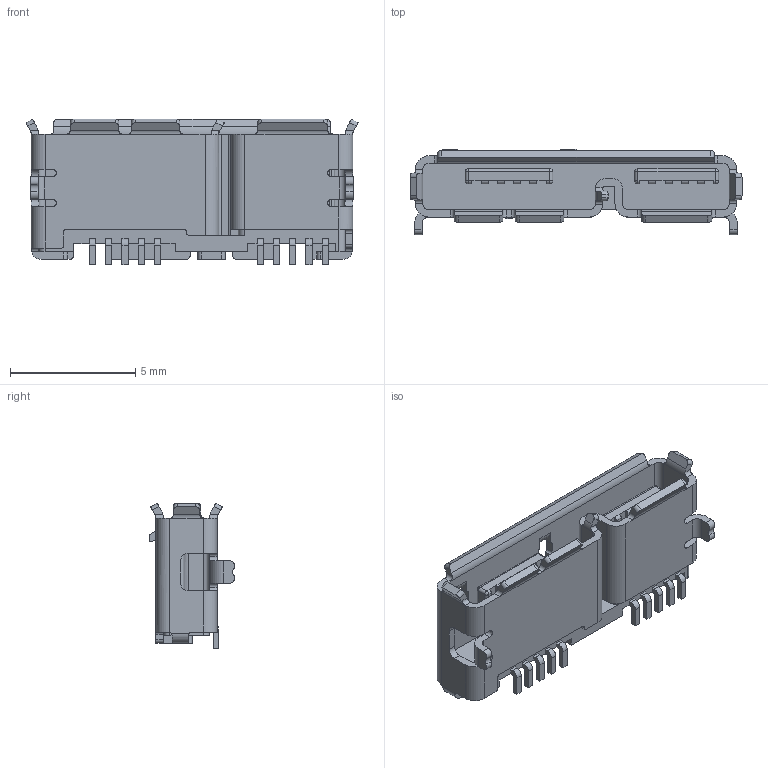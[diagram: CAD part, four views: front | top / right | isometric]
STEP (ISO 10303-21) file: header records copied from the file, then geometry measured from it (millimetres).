
FILE_DESCRIPTION (( 'STEP AP214' ), '1' );
FILE_NAME ('KMMX-AB10-SMT1SB30TR_rA1.STEP', '2012-06-07T22:54:42', ( ' ' ), ( ' ' ), 'SwSTEP 2.0', 'SolidWorks 2007', '' );
FILE_SCHEMA (( 'AUTOMOTIVE_DESIGN' ));
Length unit declared in the file: millimetre
Products named in the file (1): KMMX-AB10-SMT1SB30TR_rA1
Bounding box: 13.27 x 3.41 x 5.82 mm (x, y, z)
Volume: 75 mm3; surface area: 406.8 mm2
Topology: 1 solids, 1 shells, 484 faces, 1366 edges, 874 vertices
Faces by surface type: plane 289, cylinder 187, sphere 8
Entity records: 18262 total; most frequent: CARTESIAN_POINT 3242, ORIENTED_EDGE 2716, DIRECTION 2610, EDGE_CURVE 1358, VECTOR 966, LINE 966, VERTEX_POINT 874, AXIS2_PLACEMENT_3D 822
